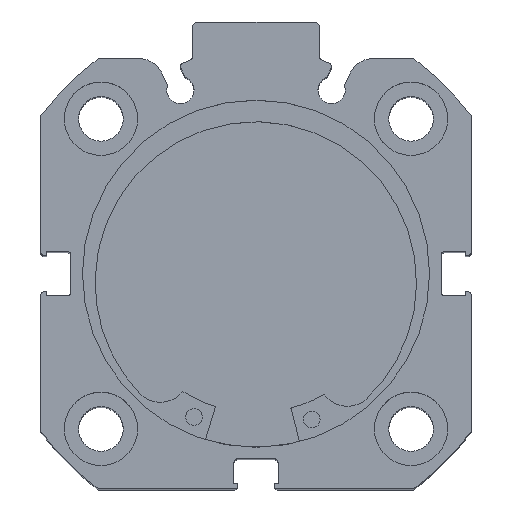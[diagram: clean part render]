
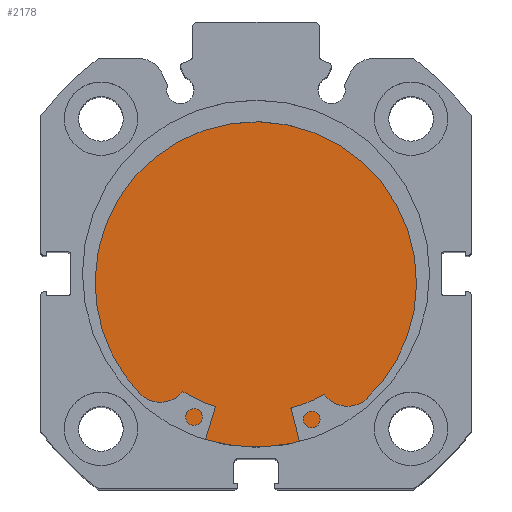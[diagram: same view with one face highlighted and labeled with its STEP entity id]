
A CAD part, top view. The second image highlights one B-rep face of the part: STEP entity #2178.
In plain terms, the highlighted face is planar.
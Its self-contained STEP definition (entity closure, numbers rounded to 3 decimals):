
#578 = CARTESIAN_POINT ( 'NONE',  ( 9., 0., 26. ) ) ;
#596 = CARTESIAN_POINT ( 'NONE',  ( 9., 0., -26. ) ) ;
#1179 = VERTEX_POINT ( 'NONE', #596 ) ;
#1182 = VERTEX_POINT ( 'NONE', #578 ) ;
#2178 = ADVANCED_FACE ( 'NONE', ( #5554 ), #4794, .F. ) ;
#2373 = EDGE_CURVE ( 'NONE', #1182, #1179, #5884, .T. ) ;
#2383 = EDGE_CURVE ( 'NONE', #1179, #1182, #5897, .T. ) ;
#2637 = AXIS2_PLACEMENT_3D ( 'NONE', #4791, #4795, #4796 ) ;
#2738 = AXIS2_PLACEMENT_3D ( 'NONE', #5320, #6183, #6184 ) ;
#2743 = AXIS2_PLACEMENT_3D ( 'NONE', #6203, #6212, #6213 ) ;
#2867 = EDGE_LOOP ( 'NONE', ( #3654, #3655 ) ) ;
#3654 = ORIENTED_EDGE ( 'NONE', *, *, #2373, .F. ) ;
#3655 = ORIENTED_EDGE ( 'NONE', *, *, #2383, .F. ) ;
#4791 = CARTESIAN_POINT ( 'NONE',  ( 9., 26., 0. ) ) ;
#4794 = PLANE ( 'NONE',  #2637 ) ;
#4795 = DIRECTION ( 'NONE',  ( -1., 0., 0. ) ) ;
#4796 = DIRECTION ( 'NONE',  ( 0., 0., 1. ) ) ;
#5320 = CARTESIAN_POINT ( 'NONE',  ( 9., 0., 0. ) ) ;
#5554 = FACE_OUTER_BOUND ( 'NONE', #2867, .T. ) ;
#5884 = CIRCLE ( 'NONE', #2738, 26. ) ;
#5897 = CIRCLE ( 'NONE', #2743, 26. ) ;
#6183 = DIRECTION ( 'NONE',  ( -1., 0., 0. ) ) ;
#6184 = DIRECTION ( 'NONE',  ( 0., 0., 1. ) ) ;
#6203 = CARTESIAN_POINT ( 'NONE',  ( 9., 0., 0. ) ) ;
#6212 = DIRECTION ( 'NONE',  ( -1., 0., 0. ) ) ;
#6213 = DIRECTION ( 'NONE',  ( 0., 0., 1. ) ) ;
